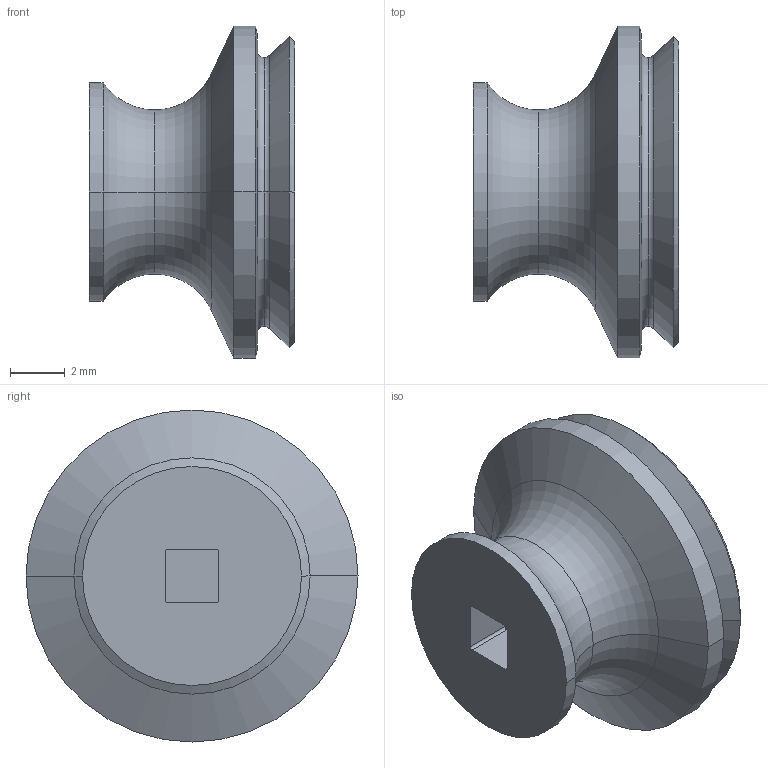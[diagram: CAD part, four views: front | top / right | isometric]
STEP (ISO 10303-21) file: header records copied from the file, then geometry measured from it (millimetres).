
FILE_DESCRIPTION (( 'STEP AP214' ), '1' );
FILE_NAME ('CC2_Primary.STEP', '2024-11-07T14:01:10', ( '' ), ( '' ), 'SwSTEP 2.0', 'SolidWorks 2023', '' );
FILE_SCHEMA (( 'AUTOMOTIVE_DESIGN' ));
Length unit declared in the file: millimetre
Products named in the file (1): CC2_Primary
Bounding box: 7.5 x 12.13 x 12.13 mm (x, y, z)
Volume: 357.5 mm3; surface area: 489.8 mm2
Topology: 1 solids, 1 shells, 53 faces, 124 edges, 76 vertices
Faces by surface type: plane 21, torus 12, cone 12, cylinder 8
Entity records: 1557 total; most frequent: CARTESIAN_POINT 302, DIRECTION 276, ORIENTED_EDGE 248, EDGE_CURVE 124, AXIS2_PLACEMENT_3D 114, VERTEX_POINT 76, CIRCLE 60, EDGE_LOOP 56
